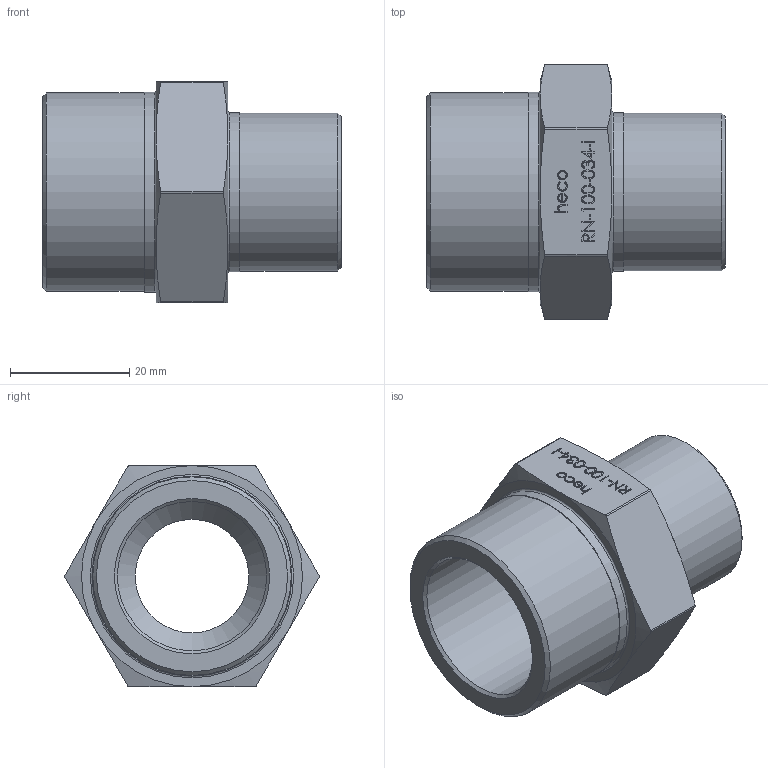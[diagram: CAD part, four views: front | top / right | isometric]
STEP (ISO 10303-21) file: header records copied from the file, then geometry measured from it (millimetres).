
FILE_DESCRIPTION (( 'STEP AP214' ), '1' );
FILE_NAME ('heco_RN-100-034-I.STEP', '2016-07-04T12:00:40', ( '' ), ( '' ), 'SwSTEP 2.0', 'SolidWorks 2011', '' );
FILE_SCHEMA (( 'AUTOMOTIVE_DESIGN' ));
Length unit declared in the file: millimetre
Products named in the file (1): heco_RN-100-034-I
Bounding box: 50 x 42.63 x 37.05 mm (x, y, z)
Volume: 21747.6 mm3; surface area: 10052.9 mm2
Topology: 1 solids, 1 shells, 219 faces, 552 edges, 362 vertices
Faces by surface type: plane 107, bspline 81, cone 17, cylinder 12, torus 2
Full cylindrical faces by diameter (mm): 19 x1, 25 x1, 26.441 x1, 26.641 x1, 33.249 x1, 33.449 x1
Entity records: 13111 total; most frequent: CARTESIAN_POINT 6634, ORIENTED_EDGE 1074, DIRECTION 647, EDGE_CURVE 537, VERTEX_POINT 360, LINE 309, VECTOR 309, EDGE_LOOP 261
